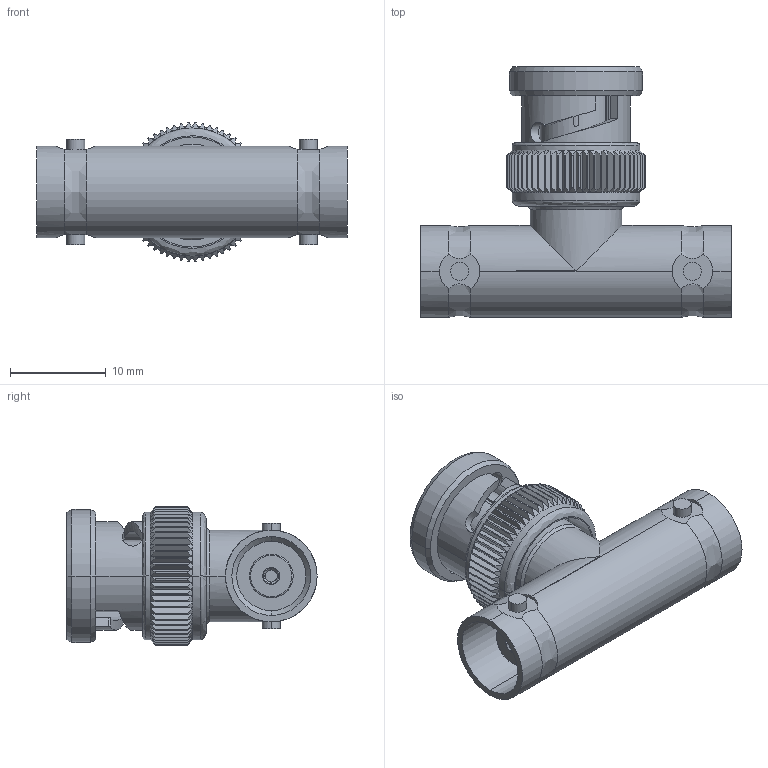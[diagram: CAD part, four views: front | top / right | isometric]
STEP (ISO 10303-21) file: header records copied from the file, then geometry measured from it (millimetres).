
FILE_DESCRIPTION (( 'STEP AP203' ), '1' );
FILE_NAME ('SM3448.step', '2019-05-24T15:36:04', ( '' ), ( '' ), 'SwSTEP 2.0', 'SolidWorks 2018', '' );
FILE_SCHEMA (( 'CONFIG_CONTROL_DESIGN' ));
Length unit declared in the file: inch
Products named in the file (1): SM3448
Bounding box: 32.5 x 26.2 x 14.46 mm (x, y, z)
Volume: 3129.6 mm3; surface area: 3979 mm2
Topology: 1 solids, 3 shells, 550 faces, 1296 edges, 770 vertices
Faces by surface type: plane 207, cylinder 162, cone 159, bspline 18, torus 4
Entity records: 17935 total; most frequent: CARTESIAN_POINT 5685, ORIENTED_EDGE 2592, DIRECTION 2503, EDGE_CURVE 1296, AXIS2_PLACEMENT_3D 1030, VERTEX_POINT 770, EDGE_LOOP 576, ADVANCED_FACE 550
